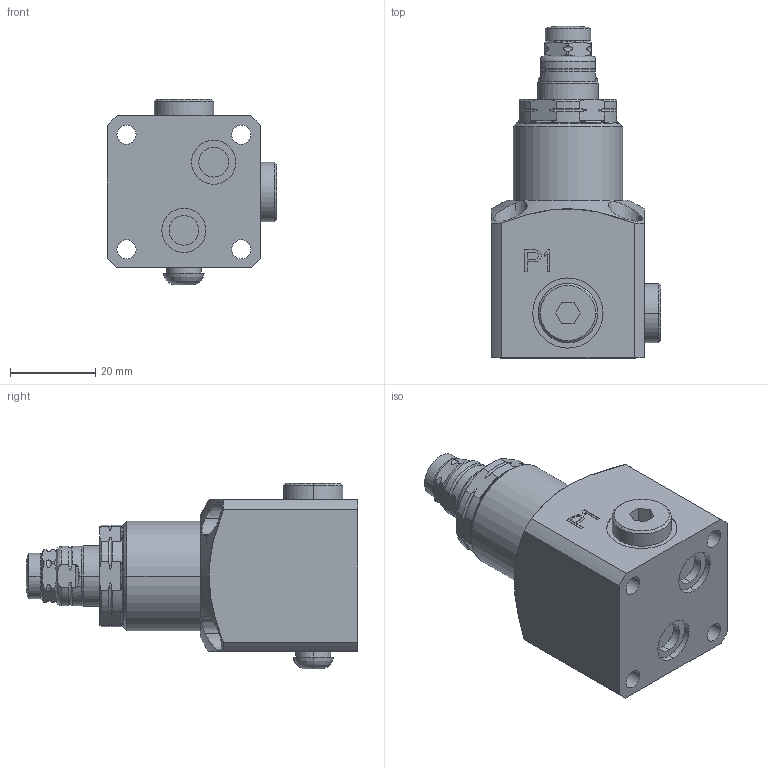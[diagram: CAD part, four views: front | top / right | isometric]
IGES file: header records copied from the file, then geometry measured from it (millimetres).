
Start section:  PTC IGES file: ilcmv41080620ps.igs
Global section: file name: ilcmv41080620ps.igs; native system: Creo Parametric by Parametric Technology Corporation; preprocessor: 2017170; author: Mjust; organization: Unknown; date: 20200320.114644; units: millimetre
Bounding box: 39.81 x 77.98 x 43.59 mm (x, y, z)
Surface area: 12826.2 mm2 (no closed solid volume)
Topology: 0 solids, 0 shells, 295 faces, 2219 edges, 2866 vertices
Faces by surface type: bspline 155, revolution 140
